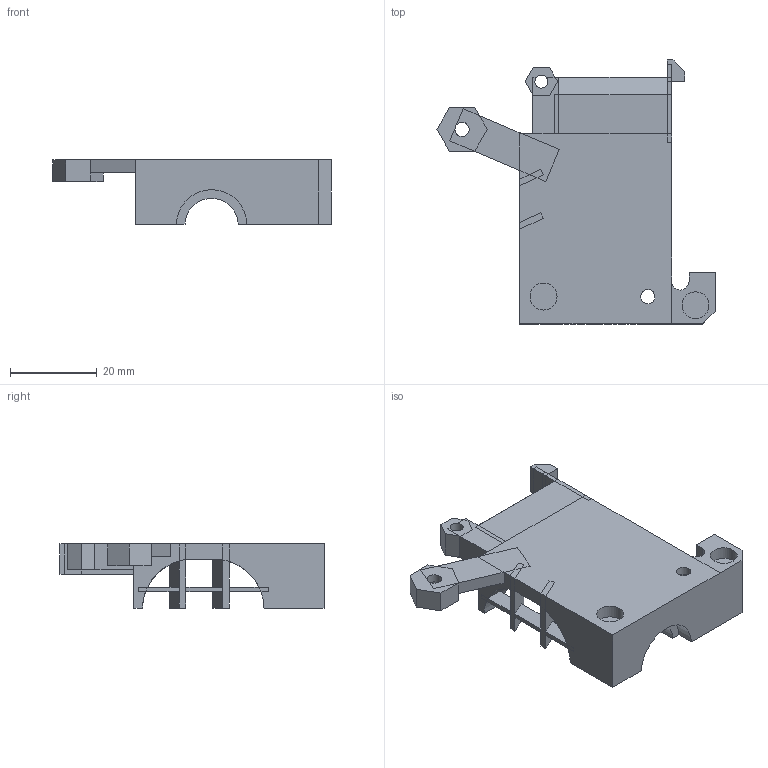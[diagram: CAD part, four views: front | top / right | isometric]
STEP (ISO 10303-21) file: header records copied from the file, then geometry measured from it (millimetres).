
FILE_DESCRIPTION(('FreeCAD Model'),'2;1');
FILE_NAME('extruder-cover.step','2020-04-20T15:01:44',('Author'),(''), 'Open CASCADE STEP processor 7.3','FreeCAD','Unknown');
FILE_SCHEMA(('AUTOMOTIVE_DESIGN { 1 0 10303 214 1 1 1 1 }'));
Length unit declared in the file: millimetre
Products named in the file (1): difference004
Bounding box: 64.05 x 60.8 x 14.8 mm (x, y, z)
Volume: 14024.8 mm3; surface area: 8942.3 mm2
Topology: 1 solids, 1 shells, 171 faces, 457 edges, 288 vertices
Faces by surface type: plane 150, cylinder 20, cone 1
Full cylindrical faces by diameter (mm): 2.7 x1, 3 x2, 3.3 x3, 3.4 x1, 6.2 x2
Entity records: 13934 total; most frequent: CARTESIAN_POINT 3987, DIRECTION 1471, LINE 955, VECTOR 955, ORIENTED_EDGE 914, PCURVE 914, DEFINITIONAL_REPRESENTATION 914, EDGE_CURVE 457
